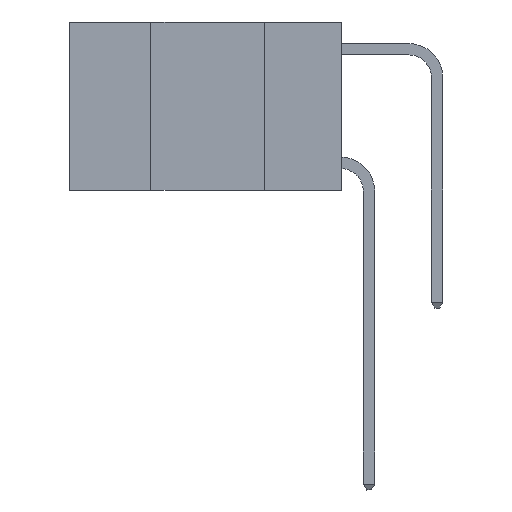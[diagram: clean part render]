
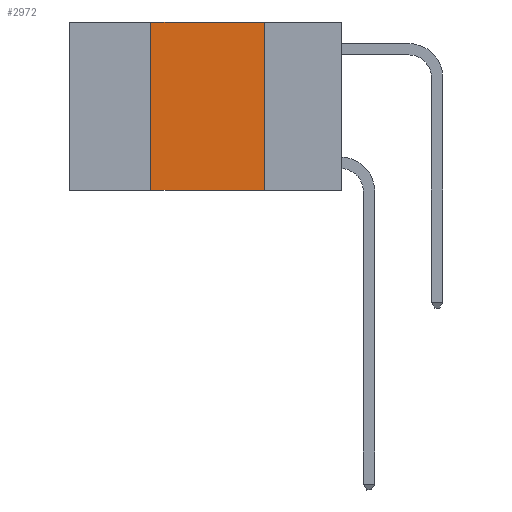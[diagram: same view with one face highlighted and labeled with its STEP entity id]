
A CAD part, left-side view. The second image highlights one B-rep face of the part: STEP entity #2972.
In plain terms, the highlighted planar face has unit normal (-1, 0, 0).
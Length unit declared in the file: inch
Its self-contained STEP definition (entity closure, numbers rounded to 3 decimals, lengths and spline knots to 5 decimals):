
#147 = VERTEX_POINT ( 'NONE', #7151 ) ;
#362 = CARTESIAN_POINT ( 'NONE',  ( 0., 0.6, -0.37 ) ) ;
#667 = VECTOR ( 'NONE', #7141, 39.37008 ) ;
#816 = CARTESIAN_POINT ( 'NONE',  ( 0., 0.6, 0. ) ) ;
#1278 = CARTESIAN_POINT ( 'NONE',  ( 0., 0.17, 0. ) ) ;
#1396 = DIRECTION ( 'NONE',  ( 0., -1., 0. ) ) ;
#1626 = DIRECTION ( 'NONE',  ( 0., 0., 1. ) ) ;
#1876 = DIRECTION ( 'NONE',  ( 0., 0., -1. ) ) ;
#2722 = VECTOR ( 'NONE', #4436, 39.37008 ) ;
#2856 = VERTEX_POINT ( 'NONE', #10318 ) ;
#2972 = ADVANCED_FACE ( 'NONE', ( #11037 ), #10644, .F. ) ;
#3337 = ORIENTED_EDGE ( 'NONE', *, *, #5484, .F. ) ;
#3423 = EDGE_LOOP ( 'NONE', ( #9022, #9140, #3337, #5844 ) ) ;
#3521 = CARTESIAN_POINT ( 'NONE',  ( 0., 0.17, 0. ) ) ;
#4436 = DIRECTION ( 'NONE',  ( 0., 0., -1. ) ) ;
#5457 = CARTESIAN_POINT ( 'NONE',  ( 0., 0.6, 0. ) ) ;
#5484 = EDGE_CURVE ( 'NONE', #2856, #147, #9554, .T. ) ;
#5844 = ORIENTED_EDGE ( 'NONE', *, *, #6181, .T. ) ;
#5940 = VECTOR ( 'NONE', #1396, 39.37008 ) ;
#6157 = CARTESIAN_POINT ( 'NONE',  ( 0., 0.42, 0. ) ) ;
#6181 = EDGE_CURVE ( 'NONE', #2856, #6958, #10491, .T. ) ;
#6958 = VERTEX_POINT ( 'NONE', #9339 ) ;
#7141 = DIRECTION ( 'NONE',  ( 0., -1., 0. ) ) ;
#7151 = CARTESIAN_POINT ( 'NONE',  ( 0., 0.42, 0. ) ) ;
#7228 = DIRECTION ( 'NONE',  ( 1., 0., 0. ) ) ;
#7280 = VECTOR ( 'NONE', #1626, 39.37008 ) ;
#7670 = LINE ( 'NONE', #3521, #2722 ) ;
#7823 = VERTEX_POINT ( 'NONE', #1278 ) ;
#7966 = LINE ( 'NONE', #5457, #667 ) ;
#8240 = AXIS2_PLACEMENT_3D ( 'NONE', #816, #7228, #1876 ) ;
#8858 = EDGE_CURVE ( 'NONE', #147, #7823, #7966, .T. ) ;
#9022 = ORIENTED_EDGE ( 'NONE', *, *, #9468, .F. ) ;
#9140 = ORIENTED_EDGE ( 'NONE', *, *, #8858, .F. ) ;
#9339 = CARTESIAN_POINT ( 'NONE',  ( 0., 0.17, -0.37 ) ) ;
#9468 = EDGE_CURVE ( 'NONE', #7823, #6958, #7670, .T. ) ;
#9554 = LINE ( 'NONE', #6157, #7280 ) ;
#10318 = CARTESIAN_POINT ( 'NONE',  ( 0., 0.42, -0.37 ) ) ;
#10491 = LINE ( 'NONE', #362, #5940 ) ;
#10644 = PLANE ( 'NONE',  #8240 ) ;
#11037 = FACE_OUTER_BOUND ( 'NONE', #3423, .T. ) ;
